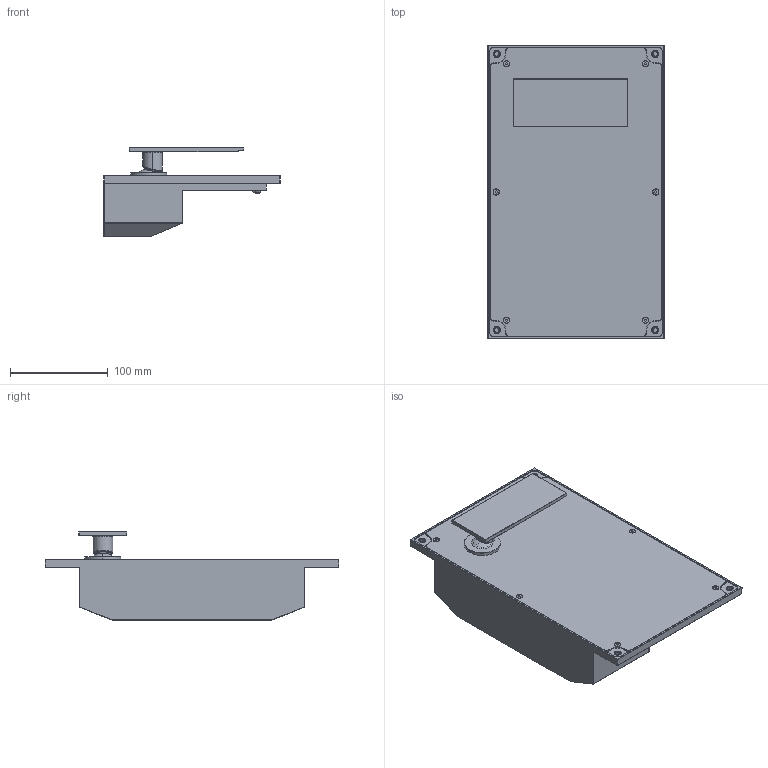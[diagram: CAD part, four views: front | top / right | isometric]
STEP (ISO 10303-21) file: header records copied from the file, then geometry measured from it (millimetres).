
FILE_DESCRIPTION(/* description */ ('AP214 STEP file'),/* implementation_level */ '2;1');
FILE_NAME(/* name */ '1047470000_out.stp',/* time_stamp */ '2025-01-13T07:12:28+01:00',/* author */ (''),/* organization */ (''),/* preprocessor_version */ 'ST-DEVELOPER v18.1',/* originating_system */ 'Elysium Co. Ltd. STEP Translator v8.3.0.0',/* authorisation */ '');
FILE_SCHEMA (('AUTOMOTIVE_DESIGN { 1 0 10303 214 3 1 1 }'));
Length unit declared in the file: millimetre
Products named in the file (1): 1047470000_extract
Bounding box: 180 x 300 x 90.44 mm (x, y, z)
Volume: 1522899.1 mm3; surface area: 164546 mm2
Topology: 1 solids, 1 shells, 772 faces, 2236 edges, 1475 vertices
Faces by surface type: bspline 291, plane 226, cylinder 149, cone 35, sphere 35, torus 34, extrusion 2
Entity records: 41246 total; most frequent: CARTESIAN_POINT 19325, ORIENTED_EDGE 4472, EDGE_CURVE 2236, STYLED_ITEM 1544, VERTEX_POINT 1475, B_SPLINE_CURVE_WITH_KNOTS 1228, AXIS2_PLACEMENT_3D 894, EDGE_LOOP 862
